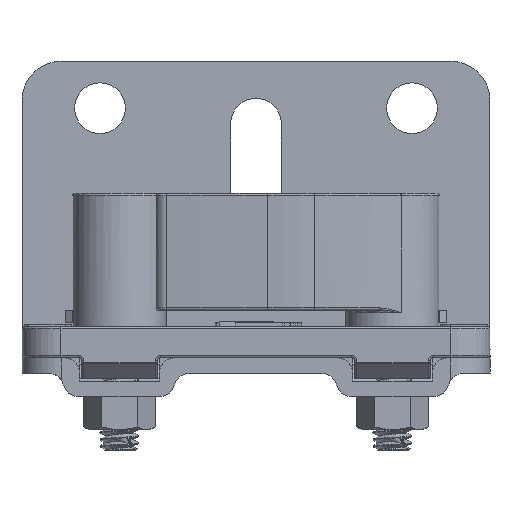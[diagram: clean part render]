
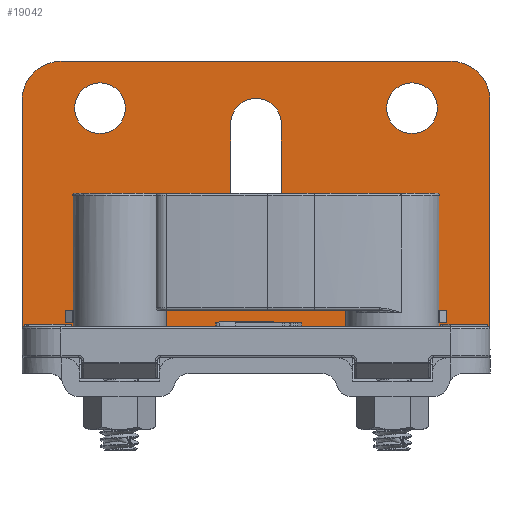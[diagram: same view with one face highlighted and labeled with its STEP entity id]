
A CAD part, front view. The second image highlights one B-rep face of the part: STEP entity #19042.
In plain terms, the highlighted planar face has unit normal (0, -1, 0).
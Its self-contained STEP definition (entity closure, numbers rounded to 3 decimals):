
#929=FACE_BOUND('',#2899,.T.);
#930=FACE_BOUND('',#2900,.T.);
#931=FACE_BOUND('',#2901,.T.);
#981=PLANE('',#20307);
#1810=FACE_OUTER_BOUND('',#2898,.T.);
#2898=EDGE_LOOP('',(#12951,#12952,#12953,#12954,#12955,#12956));
#2899=EDGE_LOOP('',(#12957));
#2900=EDGE_LOOP('',(#12958));
#2901=EDGE_LOOP('',(#12959,#12960,#12961,#12962));
#4017=LINE('',#28869,#5594);
#4021=LINE('',#28881,#5598);
#4031=LINE('',#28915,#5608);
#4034=LINE('',#28922,#5611);
#4066=LINE('',#29023,#5643);
#4069=LINE('',#29031,#5646);
#5594=VECTOR('',#22619,10.);
#5598=VECTOR('',#22631,10.);
#5608=VECTOR('',#22663,10.);
#5611=VECTOR('',#22670,10.);
#5643=VECTOR('',#22740,10.);
#5646=VECTOR('',#22749,10.);
#7167=CIRCLE('',#20263,3.25);
#7169=CIRCLE('',#20266,3.25);
#7172=CIRCLE('',#20271,3.25);
#7174=CIRCLE('',#20275,3.25);
#7196=CIRCLE('',#20306,5.);
#7197=CIRCLE('',#20308,5.);
#7857=VERTEX_POINT('',#28851);
#7859=VERTEX_POINT('',#28857);
#7863=VERTEX_POINT('',#28866);
#7864=VERTEX_POINT('',#28868);
#7866=VERTEX_POINT('',#28874);
#7868=VERTEX_POINT('',#28880);
#7880=VERTEX_POINT('',#28912);
#7881=VERTEX_POINT('',#28914);
#7883=VERTEX_POINT('',#28920);
#7925=VERTEX_POINT('',#29021);
#7926=VERTEX_POINT('',#29026);
#7927=VERTEX_POINT('',#29030);
#9817=EDGE_CURVE('',#7857,#7857,#7167,.T.);
#9820=EDGE_CURVE('',#7859,#7859,#7169,.T.);
#9825=EDGE_CURVE('',#7864,#7863,#4017,.T.);
#9828=EDGE_CURVE('',#7866,#7864,#7172,.T.);
#9831=EDGE_CURVE('',#7868,#7866,#4021,.T.);
#9834=EDGE_CURVE('',#7863,#7868,#7174,.T.);
#9848=EDGE_CURVE('',#7881,#7880,#4031,.T.);
#9852=EDGE_CURVE('',#7883,#7880,#4034,.T.);
#9900=EDGE_CURVE('',#7883,#7925,#4066,.T.);
#9903=EDGE_CURVE('',#7926,#7925,#7196,.T.);
#9904=EDGE_CURVE('',#7927,#7926,#4069,.T.);
#9905=EDGE_CURVE('',#7881,#7927,#7197,.T.);
#12951=ORIENTED_EDGE('',*,*,#9852,.F.);
#12952=ORIENTED_EDGE('',*,*,#9900,.T.);
#12953=ORIENTED_EDGE('',*,*,#9903,.F.);
#12954=ORIENTED_EDGE('',*,*,#9904,.F.);
#12955=ORIENTED_EDGE('',*,*,#9905,.F.);
#12956=ORIENTED_EDGE('',*,*,#9848,.T.);
#12957=ORIENTED_EDGE('',*,*,#9817,.T.);
#12958=ORIENTED_EDGE('',*,*,#9820,.T.);
#12959=ORIENTED_EDGE('',*,*,#9831,.T.);
#12960=ORIENTED_EDGE('',*,*,#9828,.T.);
#12961=ORIENTED_EDGE('',*,*,#9825,.T.);
#12962=ORIENTED_EDGE('',*,*,#9834,.T.);
#19042=ADVANCED_FACE('',(#1810,#929,#930,#931),#981,.T.);
#20263=AXIS2_PLACEMENT_3D('',#28852,#22603,#22604);
#20266=AXIS2_PLACEMENT_3D('',#28858,#22610,#22611);
#20271=AXIS2_PLACEMENT_3D('',#28875,#22625,#22626);
#20275=AXIS2_PLACEMENT_3D('',#28885,#22637,#22638);
#20306=AXIS2_PLACEMENT_3D('',#29028,#22745,#22746);
#20307=AXIS2_PLACEMENT_3D('',#29029,#22747,#22748);
#20308=AXIS2_PLACEMENT_3D('',#29032,#22750,#22751);
#22603=DIRECTION('center_axis',(0.,1.,0.));
#22604=DIRECTION('ref_axis',(-1.,0.,0.));
#22610=DIRECTION('center_axis',(0.,1.,0.));
#22611=DIRECTION('ref_axis',(-1.,0.,0.));
#22619=DIRECTION('',(0.,0.,-1.));
#22625=DIRECTION('center_axis',(0.,1.,0.));
#22626=DIRECTION('ref_axis',(1.,0.,0.));
#22631=DIRECTION('',(0.,0.,1.));
#22637=DIRECTION('center_axis',(0.,1.,0.));
#22638=DIRECTION('ref_axis',(-1.,0.,0.));
#22663=DIRECTION('',(0.,0.,-1.));
#22670=DIRECTION('',(-1.,0.,0.));
#22740=DIRECTION('',(0.,0.,1.));
#22745=DIRECTION('center_axis',(0.,1.,0.));
#22746=DIRECTION('ref_axis',(0.707,0.,0.707));
#22747=DIRECTION('center_axis',(0.,-1.,0.));
#22748=DIRECTION('ref_axis',(0.,0.,-1.));
#22749=DIRECTION('',(1.,0.,0.));
#22750=DIRECTION('center_axis',(0.,1.,0.));
#22751=DIRECTION('ref_axis',(-0.707,0.,0.707));
#28851=CARTESIAN_POINT('',(23.25,99.,37.));
#28852=CARTESIAN_POINT('Origin',(20.,99.,37.));
#28857=CARTESIAN_POINT('',(-16.75,99.,37.));
#28858=CARTESIAN_POINT('Origin',(-20.,99.,37.));
#28866=CARTESIAN_POINT('',(3.25,99.,25.));
#28868=CARTESIAN_POINT('',(3.25,99.,35.));
#28869=CARTESIAN_POINT('',(3.25,99.,20.));
#28874=CARTESIAN_POINT('',(-3.25,99.,35.));
#28875=CARTESIAN_POINT('Origin',(0.,99.,35.));
#28880=CARTESIAN_POINT('',(-3.25,99.,25.));
#28881=CARTESIAN_POINT('',(-3.25,99.,15.));
#28885=CARTESIAN_POINT('Origin',(0.,99.,25.));
#28912=CARTESIAN_POINT('',(-30.,99.,6.));
#28914=CARTESIAN_POINT('',(-30.,99.,38.));
#28915=CARTESIAN_POINT('',(-30.,99.,14.));
#28920=CARTESIAN_POINT('',(30.,99.,6.));
#28922=CARTESIAN_POINT('',(15.,99.,6.));
#29021=CARTESIAN_POINT('',(30.,99.,38.));
#29023=CARTESIAN_POINT('',(30.,99.,14.));
#29026=CARTESIAN_POINT('',(25.,99.,43.));
#29028=CARTESIAN_POINT('Origin',(25.,99.,38.));
#29029=CARTESIAN_POINT('Origin',(0.,99.,5.));
#29030=CARTESIAN_POINT('',(-25.,99.,43.));
#29031=CARTESIAN_POINT('',(0.,99.,43.));
#29032=CARTESIAN_POINT('Origin',(-25.,99.,38.));
